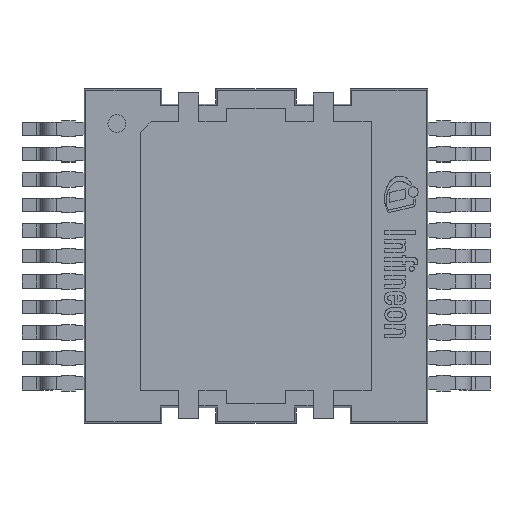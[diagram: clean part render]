
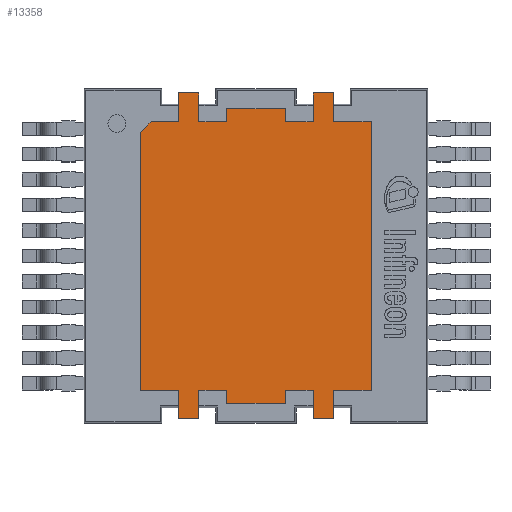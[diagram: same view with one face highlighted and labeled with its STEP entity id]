
A CAD part, top view. The second image highlights one B-rep face of the part: STEP entity #13358.
In plain terms, the highlighted planar face has unit normal (0, 0, 1).
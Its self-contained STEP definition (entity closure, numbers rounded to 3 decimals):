
#1196=FACE_OUTER_BOUND('',#1928,.T.);
#1928=EDGE_LOOP('',(#11580,#11581,#11582,#11583,#11584,#11585,#11586,#11587,
#11588,#11589,#11590,#11591,#11592,#11593,#11594,#11595,#11596,#11597,#11598,
#11599,#11600,#11601,#11602,#11603,#11604,#11605,#11606,#11607,#11608));
#3397=LINE('',#21052,#4955);
#3401=LINE('',#21059,#4959);
#3404=LINE('',#21065,#4962);
#3407=LINE('',#21071,#4965);
#3410=LINE('',#21077,#4968);
#3413=LINE('',#21083,#4971);
#3416=LINE('',#21089,#4974);
#3419=LINE('',#21095,#4977);
#3422=LINE('',#21101,#4980);
#3425=LINE('',#21107,#4983);
#3428=LINE('',#21113,#4986);
#3431=LINE('',#21119,#4989);
#3434=LINE('',#21125,#4992);
#3437=LINE('',#21131,#4995);
#3440=LINE('',#21137,#4998);
#3443=LINE('',#21143,#5001);
#3446=LINE('',#21149,#5004);
#3449=LINE('',#21155,#5007);
#3452=LINE('',#21161,#5010);
#3455=LINE('',#21167,#5013);
#3458=LINE('',#21173,#5016);
#3461=LINE('',#21179,#5019);
#3464=LINE('',#21185,#5022);
#3467=LINE('',#21191,#5025);
#3470=LINE('',#21197,#5028);
#3473=LINE('',#21203,#5031);
#3476=LINE('',#21209,#5034);
#3479=LINE('',#21215,#5037);
#3481=LINE('',#21218,#5039);
#4955=VECTOR('',#17402,1000.);
#4959=VECTOR('',#17408,1000.);
#4962=VECTOR('',#17413,1000.);
#4965=VECTOR('',#17418,1000.);
#4968=VECTOR('',#17423,1000.);
#4971=VECTOR('',#17428,1000.);
#4974=VECTOR('',#17433,1000.);
#4977=VECTOR('',#17438,1000.);
#4980=VECTOR('',#17443,1000.);
#4983=VECTOR('',#17448,1000.);
#4986=VECTOR('',#17453,1000.);
#4989=VECTOR('',#17458,1000.);
#4992=VECTOR('',#17463,1000.);
#4995=VECTOR('',#17468,1000.);
#4998=VECTOR('',#17473,1000.);
#5001=VECTOR('',#17478,1000.);
#5004=VECTOR('',#17483,1000.);
#5007=VECTOR('',#17488,1000.);
#5010=VECTOR('',#17493,1000.);
#5013=VECTOR('',#17498,1000.);
#5016=VECTOR('',#17503,1000.);
#5019=VECTOR('',#17508,1000.);
#5022=VECTOR('',#17513,1000.);
#5025=VECTOR('',#17518,1000.);
#5028=VECTOR('',#17523,1000.);
#5031=VECTOR('',#17528,1000.);
#5034=VECTOR('',#17533,1000.);
#5037=VECTOR('',#17538,1000.);
#5039=VECTOR('',#17542,1000.);
#6194=VERTEX_POINT('',#21049);
#6195=VERTEX_POINT('',#21051);
#6197=VERTEX_POINT('',#21057);
#6199=VERTEX_POINT('',#21063);
#6201=VERTEX_POINT('',#21069);
#6203=VERTEX_POINT('',#21075);
#6205=VERTEX_POINT('',#21081);
#6207=VERTEX_POINT('',#21087);
#6209=VERTEX_POINT('',#21093);
#6211=VERTEX_POINT('',#21099);
#6213=VERTEX_POINT('',#21105);
#6215=VERTEX_POINT('',#21111);
#6217=VERTEX_POINT('',#21117);
#6219=VERTEX_POINT('',#21123);
#6221=VERTEX_POINT('',#21129);
#6223=VERTEX_POINT('',#21135);
#6225=VERTEX_POINT('',#21141);
#6227=VERTEX_POINT('',#21147);
#6229=VERTEX_POINT('',#21153);
#6231=VERTEX_POINT('',#21159);
#6233=VERTEX_POINT('',#21165);
#6235=VERTEX_POINT('',#21171);
#6237=VERTEX_POINT('',#21177);
#6239=VERTEX_POINT('',#21183);
#6241=VERTEX_POINT('',#21189);
#6243=VERTEX_POINT('',#21195);
#6245=VERTEX_POINT('',#21201);
#6247=VERTEX_POINT('',#21207);
#6249=VERTEX_POINT('',#21213);
#7989=EDGE_CURVE('',#6195,#6194,#3397,.T.);
#7993=EDGE_CURVE('',#6194,#6197,#3401,.T.);
#7996=EDGE_CURVE('',#6197,#6199,#3404,.T.);
#7999=EDGE_CURVE('',#6199,#6201,#3407,.T.);
#8002=EDGE_CURVE('',#6201,#6203,#3410,.T.);
#8005=EDGE_CURVE('',#6203,#6205,#3413,.T.);
#8008=EDGE_CURVE('',#6205,#6207,#3416,.T.);
#8011=EDGE_CURVE('',#6207,#6209,#3419,.T.);
#8014=EDGE_CURVE('',#6209,#6211,#3422,.T.);
#8017=EDGE_CURVE('',#6211,#6213,#3425,.T.);
#8020=EDGE_CURVE('',#6213,#6215,#3428,.T.);
#8023=EDGE_CURVE('',#6215,#6217,#3431,.T.);
#8026=EDGE_CURVE('',#6217,#6219,#3434,.T.);
#8029=EDGE_CURVE('',#6219,#6221,#3437,.T.);
#8032=EDGE_CURVE('',#6221,#6223,#3440,.T.);
#8035=EDGE_CURVE('',#6223,#6225,#3443,.T.);
#8038=EDGE_CURVE('',#6225,#6227,#3446,.T.);
#8041=EDGE_CURVE('',#6227,#6229,#3449,.T.);
#8044=EDGE_CURVE('',#6229,#6231,#3452,.T.);
#8047=EDGE_CURVE('',#6231,#6233,#3455,.T.);
#8050=EDGE_CURVE('',#6233,#6235,#3458,.T.);
#8053=EDGE_CURVE('',#6235,#6237,#3461,.T.);
#8056=EDGE_CURVE('',#6237,#6239,#3464,.T.);
#8059=EDGE_CURVE('',#6239,#6241,#3467,.T.);
#8062=EDGE_CURVE('',#6241,#6243,#3470,.T.);
#8065=EDGE_CURVE('',#6243,#6245,#3473,.T.);
#8068=EDGE_CURVE('',#6245,#6247,#3476,.T.);
#8071=EDGE_CURVE('',#6247,#6249,#3479,.T.);
#8073=EDGE_CURVE('',#6249,#6195,#3481,.T.);
#11580=ORIENTED_EDGE('',*,*,#7989,.T.);
#11581=ORIENTED_EDGE('',*,*,#7993,.T.);
#11582=ORIENTED_EDGE('',*,*,#7996,.T.);
#11583=ORIENTED_EDGE('',*,*,#7999,.T.);
#11584=ORIENTED_EDGE('',*,*,#8002,.T.);
#11585=ORIENTED_EDGE('',*,*,#8005,.T.);
#11586=ORIENTED_EDGE('',*,*,#8008,.T.);
#11587=ORIENTED_EDGE('',*,*,#8011,.T.);
#11588=ORIENTED_EDGE('',*,*,#8014,.T.);
#11589=ORIENTED_EDGE('',*,*,#8017,.T.);
#11590=ORIENTED_EDGE('',*,*,#8020,.T.);
#11591=ORIENTED_EDGE('',*,*,#8023,.T.);
#11592=ORIENTED_EDGE('',*,*,#8026,.T.);
#11593=ORIENTED_EDGE('',*,*,#8029,.T.);
#11594=ORIENTED_EDGE('',*,*,#8032,.T.);
#11595=ORIENTED_EDGE('',*,*,#8035,.T.);
#11596=ORIENTED_EDGE('',*,*,#8038,.T.);
#11597=ORIENTED_EDGE('',*,*,#8041,.T.);
#11598=ORIENTED_EDGE('',*,*,#8044,.T.);
#11599=ORIENTED_EDGE('',*,*,#8047,.T.);
#11600=ORIENTED_EDGE('',*,*,#8050,.T.);
#11601=ORIENTED_EDGE('',*,*,#8053,.T.);
#11602=ORIENTED_EDGE('',*,*,#8056,.T.);
#11603=ORIENTED_EDGE('',*,*,#8059,.T.);
#11604=ORIENTED_EDGE('',*,*,#8062,.T.);
#11605=ORIENTED_EDGE('',*,*,#8065,.T.);
#11606=ORIENTED_EDGE('',*,*,#8068,.T.);
#11607=ORIENTED_EDGE('',*,*,#8071,.T.);
#11608=ORIENTED_EDGE('',*,*,#8073,.T.);
#12651=PLANE('',#14339);
#13358=ADVANCED_FACE('',(#1196),#12651,.T.);
#14339=AXIS2_PLACEMENT_3D('',#21219,#17543,#17544);
#17402=DIRECTION('',(0.,1.,0.));
#17408=DIRECTION('',(-1.,0.,0.));
#17413=DIRECTION('',(0.,1.,0.));
#17418=DIRECTION('',(-1.,0.,0.));
#17423=DIRECTION('',(0.,-1.,0.));
#17428=DIRECTION('',(-1.,0.,0.));
#17433=DIRECTION('',(0.,1.,0.));
#17438=DIRECTION('',(-1.,0.,0.));
#17443=DIRECTION('',(0.,-1.,0.));
#17448=DIRECTION('',(-1.,0.,0.));
#17453=DIRECTION('',(0.,1.,0.));
#17458=DIRECTION('',(-1.,0.,0.));
#17463=DIRECTION('',(0.,-1.,0.));
#17468=DIRECTION('',(-1.,0.,0.));
#17473=DIRECTION('',(-0.707,-0.707,0.));
#17478=DIRECTION('',(0.,-1.,0.));
#17483=DIRECTION('',(1.,0.,0.));
#17488=DIRECTION('',(0.,-1.,0.));
#17493=DIRECTION('',(1.,0.,0.));
#17498=DIRECTION('',(0.,1.,0.));
#17503=DIRECTION('',(1.,0.,0.));
#17508=DIRECTION('',(0.,-1.,0.));
#17513=DIRECTION('',(1.,0.,0.));
#17518=DIRECTION('',(0.,1.,0.));
#17523=DIRECTION('',(1.,0.,0.));
#17528=DIRECTION('',(0.,-1.,0.));
#17533=DIRECTION('',(1.,0.,0.));
#17538=DIRECTION('',(0.,1.,0.));
#17542=DIRECTION('',(1.,0.,0.));
#17543=DIRECTION('center_axis',(0.,0.,1.));
#17544=DIRECTION('ref_axis',(0.,-1.,0.));
#21049=CARTESIAN_POINT('',(5.16,6.005,2.5));
#21051=CARTESIAN_POINT('',(5.16,-6.005,2.5));
#21052=CARTESIAN_POINT('',(5.16,-6.005,2.5));
#21057=CARTESIAN_POINT('',(3.46,6.005,2.5));
#21059=CARTESIAN_POINT('',(5.16,6.005,2.5));
#21063=CARTESIAN_POINT('',(3.46,7.3,2.5));
#21065=CARTESIAN_POINT('',(3.46,6.005,2.5));
#21069=CARTESIAN_POINT('',(2.56,7.3,2.5));
#21071=CARTESIAN_POINT('',(3.46,7.3,2.5));
#21075=CARTESIAN_POINT('',(2.56,6.005,2.5));
#21077=CARTESIAN_POINT('',(2.56,7.3,2.5));
#21081=CARTESIAN_POINT('',(1.32,6.005,2.5));
#21083=CARTESIAN_POINT('',(2.56,6.005,2.5));
#21087=CARTESIAN_POINT('',(1.32,6.6,2.5));
#21089=CARTESIAN_POINT('',(1.32,6.005,2.5));
#21093=CARTESIAN_POINT('',(-1.32,6.6,2.5));
#21095=CARTESIAN_POINT('',(1.32,6.6,2.5));
#21099=CARTESIAN_POINT('',(-1.32,6.005,2.5));
#21101=CARTESIAN_POINT('',(-1.32,6.6,2.5));
#21105=CARTESIAN_POINT('',(-2.56,6.005,2.5));
#21107=CARTESIAN_POINT('',(-1.32,6.005,2.5));
#21111=CARTESIAN_POINT('',(-2.56,7.3,2.5));
#21113=CARTESIAN_POINT('',(-2.56,6.005,2.5));
#21117=CARTESIAN_POINT('',(-3.46,7.3,2.5));
#21119=CARTESIAN_POINT('',(-2.56,7.3,2.5));
#21123=CARTESIAN_POINT('',(-3.46,6.005,2.5));
#21125=CARTESIAN_POINT('',(-3.46,7.3,2.5));
#21129=CARTESIAN_POINT('',(-4.7,6.005,2.5));
#21131=CARTESIAN_POINT('',(-3.46,6.005,2.5));
#21135=CARTESIAN_POINT('',(-5.17,5.535,2.5));
#21137=CARTESIAN_POINT('',(-4.7,6.005,2.5));
#21141=CARTESIAN_POINT('',(-5.17,-6.005,2.5));
#21143=CARTESIAN_POINT('',(-5.17,5.535,2.5));
#21147=CARTESIAN_POINT('',(-3.46,-6.005,2.5));
#21149=CARTESIAN_POINT('',(-5.17,-6.005,2.5));
#21153=CARTESIAN_POINT('',(-3.46,-7.3,2.5));
#21155=CARTESIAN_POINT('',(-3.46,-6.005,2.5));
#21159=CARTESIAN_POINT('',(-2.56,-7.3,2.5));
#21161=CARTESIAN_POINT('',(-3.46,-7.3,2.5));
#21165=CARTESIAN_POINT('',(-2.56,-6.005,2.5));
#21167=CARTESIAN_POINT('',(-2.56,-7.3,2.5));
#21171=CARTESIAN_POINT('',(-1.32,-6.005,2.5));
#21173=CARTESIAN_POINT('',(-2.56,-6.005,2.5));
#21177=CARTESIAN_POINT('',(-1.32,-6.6,2.5));
#21179=CARTESIAN_POINT('',(-1.32,-6.005,2.5));
#21183=CARTESIAN_POINT('',(1.32,-6.6,2.5));
#21185=CARTESIAN_POINT('',(-1.32,-6.6,2.5));
#21189=CARTESIAN_POINT('',(1.32,-6.005,2.5));
#21191=CARTESIAN_POINT('',(1.32,-6.6,2.5));
#21195=CARTESIAN_POINT('',(2.56,-6.005,2.5));
#21197=CARTESIAN_POINT('',(1.32,-6.005,2.5));
#21201=CARTESIAN_POINT('',(2.56,-7.3,2.5));
#21203=CARTESIAN_POINT('',(2.56,-6.005,2.5));
#21207=CARTESIAN_POINT('',(3.46,-7.3,2.5));
#21209=CARTESIAN_POINT('',(2.56,-7.3,2.5));
#21213=CARTESIAN_POINT('',(3.46,-6.005,2.5));
#21215=CARTESIAN_POINT('',(3.46,-7.3,2.5));
#21218=CARTESIAN_POINT('',(3.46,-6.005,2.5));
#21219=CARTESIAN_POINT('Origin',(0.,0.,2.5));
